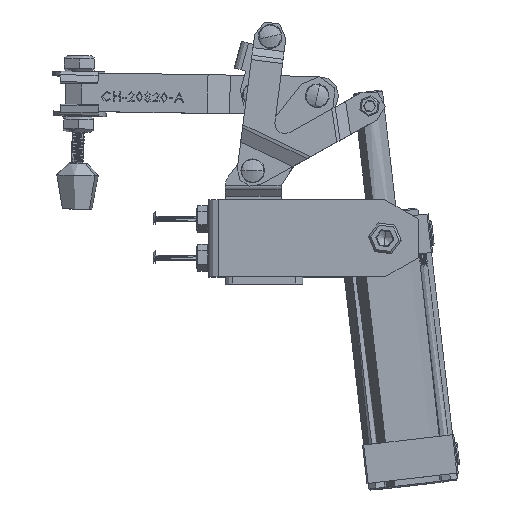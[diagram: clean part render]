
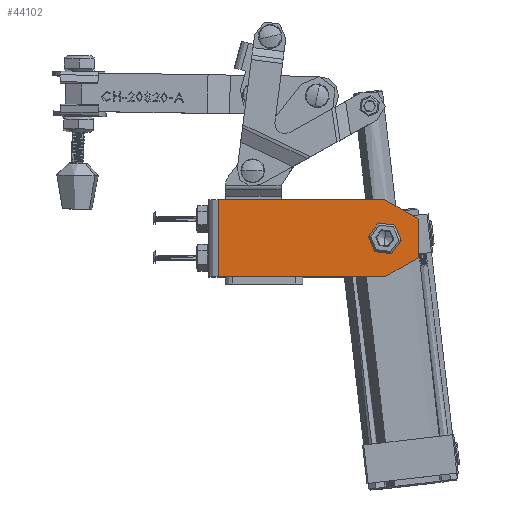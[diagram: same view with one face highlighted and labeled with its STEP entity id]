
A CAD part, top view. The second image highlights one B-rep face of the part: STEP entity #44102.
In plain terms, the highlighted planar face has unit normal (0, 0, 1).
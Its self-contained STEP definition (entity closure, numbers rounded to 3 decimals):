
#310 = VECTOR ( 'NONE', #82746, 1000. ) ;
#1578 = VERTEX_POINT ( 'NONE', #5802 ) ;
#4023 = AXIS2_PLACEMENT_3D ( 'NONE', #91557, #49644, #6660 ) ;
#4751 = DIRECTION ( 'NONE',  ( 0., 0., 1. ) ) ;
#5802 = CARTESIAN_POINT ( 'NONE',  ( 23.677, 16., 51. ) ) ;
#6514 = DIRECTION ( 'NONE',  ( 0., -1., 0. ) ) ;
#6660 = DIRECTION ( 'NONE',  ( 1., 0., 0. ) ) ;
#7057 = FACE_BOUND ( 'NONE', #72714, .T. ) ;
#9316 = FACE_OUTER_BOUND ( 'NONE', #14505, .T. ) ;
#10861 = DIRECTION ( 'NONE',  ( 0., 0., 1. ) ) ;
#12448 = VECTOR ( 'NONE', #74260, 1000. ) ;
#13073 = CARTESIAN_POINT ( 'NONE',  ( 29.727, 0., 51. ) ) ;
#14505 = EDGE_LOOP ( 'NONE', ( #65047, #42426, #15557, #29699 ) ) ;
#15557 = ORIENTED_EDGE ( 'NONE', *, *, #57881, .T. ) ;
#18093 = CARTESIAN_POINT ( 'NONE',  ( 23.677, 0., 51. ) ) ;
#18586 = ORIENTED_EDGE ( 'NONE', *, *, #65853, .F. ) ;
#19000 = CARTESIAN_POINT ( 'NONE',  ( 23.677, 0., 51. ) ) ;
#19262 = CIRCLE ( 'NONE', #4023, 16. ) ;
#20469 = VERTEX_POINT ( 'NONE', #85217 ) ;
#22886 = VERTEX_POINT ( 'NONE', #38201 ) ;
#25446 = EDGE_CURVE ( 'NONE', #22886, #1578, #19262, .T. ) ;
#26191 = DIRECTION ( 'NONE',  ( 1., 0., 0. ) ) ;
#27832 = CARTESIAN_POINT ( 'NONE',  ( -45.323, -16., 51. ) ) ;
#28924 = ORIENTED_EDGE ( 'NONE', *, *, #31319, .F. ) ;
#29303 = VERTEX_POINT ( 'NONE', #82464 ) ;
#29699 = ORIENTED_EDGE ( 'NONE', *, *, #25446, .T. ) ;
#31319 = EDGE_CURVE ( 'NONE', #39703, #56036, #50304, .T. ) ;
#32511 = PLANE ( 'NONE',  #54722 ) ;
#33942 = CARTESIAN_POINT ( 'NONE',  ( 17.627, 0., 51. ) ) ;
#38201 = CARTESIAN_POINT ( 'NONE',  ( 23.677, -16., 51. ) ) ;
#39703 = VERTEX_POINT ( 'NONE', #13073 ) ;
#39716 = DIRECTION ( 'NONE',  ( 1., 0., 0. ) ) ;
#42426 = ORIENTED_EDGE ( 'NONE', *, *, #67846, .T. ) ;
#44102 = ADVANCED_FACE ( 'NONE', ( #9316, #7057 ), #32511, .T. ) ;
#45416 = CIRCLE ( 'NONE', #79107, 6.05 ) ;
#47706 = CARTESIAN_POINT ( 'NONE',  ( 23.677, 0., 51. ) ) ;
#49644 = DIRECTION ( 'NONE',  ( 0., 0., 1. ) ) ;
#49763 = AXIS2_PLACEMENT_3D ( 'NONE', #47706, #4751, #54974 ) ;
#50304 = CIRCLE ( 'NONE', #49763, 6.05 ) ;
#54722 = AXIS2_PLACEMENT_3D ( 'NONE', #18093, #10861, #39716 ) ;
#54974 = DIRECTION ( 'NONE',  ( 1., 0., 0. ) ) ;
#56036 = VERTEX_POINT ( 'NONE', #33942 ) ;
#57881 = EDGE_CURVE ( 'NONE', #29303, #22886, #69715, .T. ) ;
#59263 = VECTOR ( 'NONE', #6514, 1000. ) ;
#65047 = ORIENTED_EDGE ( 'NONE', *, *, #81137, .T. ) ;
#65853 = EDGE_CURVE ( 'NONE', #56036, #39703, #45416, .T. ) ;
#67846 = EDGE_CURVE ( 'NONE', #20469, #29303, #78302, .T. ) ;
#69192 = DIRECTION ( 'NONE',  ( 0., 0., 1. ) ) ;
#69715 = LINE ( 'NONE', #88530, #12448 ) ;
#72714 = EDGE_LOOP ( 'NONE', ( #18586, #28924 ) ) ;
#74260 = DIRECTION ( 'NONE',  ( 1., 0., 0. ) ) ;
#74437 = LINE ( 'NONE', #89982, #310 ) ;
#78302 = LINE ( 'NONE', #27832, #59263 ) ;
#79107 = AXIS2_PLACEMENT_3D ( 'NONE', #19000, #69192, #26191 ) ;
#81137 = EDGE_CURVE ( 'NONE', #1578, #20469, #74437, .T. ) ;
#82464 = CARTESIAN_POINT ( 'NONE',  ( -45.323, -16., 51. ) ) ;
#82746 = DIRECTION ( 'NONE',  ( -1., 0., 0. ) ) ;
#85217 = CARTESIAN_POINT ( 'NONE',  ( -45.323, 16., 51. ) ) ;
#88530 = CARTESIAN_POINT ( 'NONE',  ( -49.323, -16., 51. ) ) ;
#89982 = CARTESIAN_POINT ( 'NONE',  ( 23.677, 16., 51. ) ) ;
#91557 = CARTESIAN_POINT ( 'NONE',  ( 23.677, 0., 51. ) ) ;
